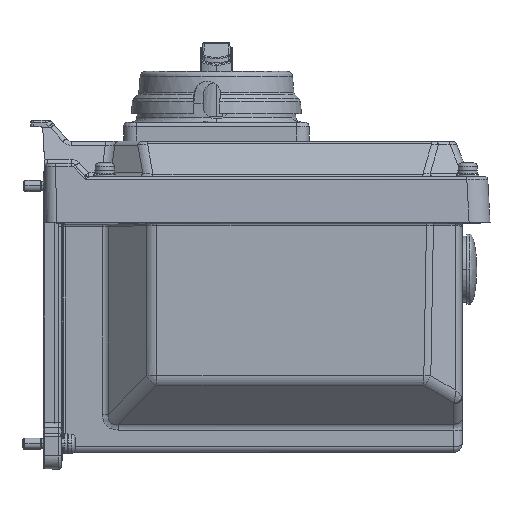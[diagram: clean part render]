
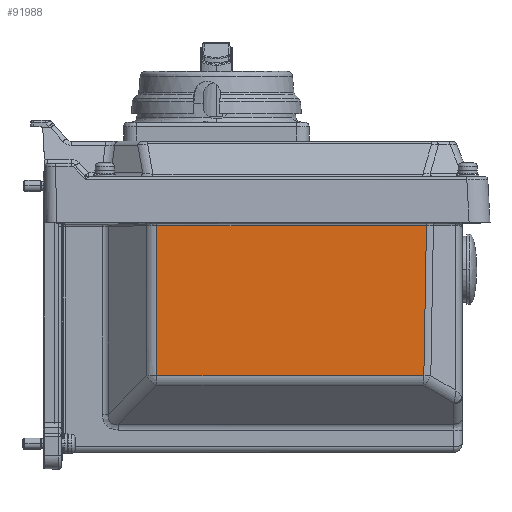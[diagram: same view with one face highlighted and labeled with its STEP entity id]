
A CAD part, left-side view. The second image highlights one B-rep face of the part: STEP entity #91988.
In plain terms, the highlighted planar face has unit normal (-1, 0, 0).
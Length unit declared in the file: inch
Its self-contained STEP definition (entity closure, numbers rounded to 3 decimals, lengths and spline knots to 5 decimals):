
#3624 = DIRECTION ( 'NONE',  ( -1., 0., 0. ) ) ;
#6837 = DIRECTION ( 'NONE',  ( 0., 0.017, -1. ) ) ;
#8314 = EDGE_CURVE ( 'NONE', #88021, #8987, #57756, .T. ) ;
#8987 = VERTEX_POINT ( 'NONE', #61749 ) ;
#12368 = CARTESIAN_POINT ( 'NONE',  ( -2.88263, 1.54725, 5.01962 ) ) ;
#15832 = EDGE_CURVE ( 'NONE', #76394, #88021, #24996, .T. ) ;
#18650 = ORIENTED_EDGE ( 'NONE', *, *, #8314, .F. ) ;
#20063 = CARTESIAN_POINT ( 'NONE',  ( -2.88262, -2.25418, -1.1873 ) ) ;
#20693 = VECTOR ( 'NONE', #6837, 39.37008 ) ;
#24996 = LINE ( 'NONE', #88714, #88375 ) ;
#29002 = LINE ( 'NONE', #52568, #20693 ) ;
#30573 = DIRECTION ( 'NONE',  ( 0., 1., 0. ) ) ;
#39132 = EDGE_CURVE ( 'NONE', #93110, #8987, #72940, .T. ) ;
#41785 = PLANE ( 'NONE',  #83604 ) ;
#42730 = ORIENTED_EDGE ( 'NONE', *, *, #39132, .T. ) ;
#42901 = DIRECTION ( 'NONE',  ( 0., 1., 0. ) ) ;
#43772 = ORIENTED_EDGE ( 'NONE', *, *, #44467, .F. ) ;
#44124 = FACE_OUTER_BOUND ( 'NONE', #64210, .T. ) ;
#44467 = EDGE_CURVE ( 'NONE', #93110, #76394, #29002, .T. ) ;
#46544 = CARTESIAN_POINT ( 'NONE',  ( -2.88263, -2.21723, -3.30429 ) ) ;
#49458 = VECTOR ( 'NONE', #89611, 39.37008 ) ;
#52568 = CARTESIAN_POINT ( 'NONE',  ( -2.88263, -2.09898, -10.07944 ) ) ;
#57068 = DIRECTION ( 'NONE',  ( 0., -1., 0. ) ) ;
#57756 = LINE ( 'NONE', #12368, #49458 ) ;
#61749 = CARTESIAN_POINT ( 'NONE',  ( -2.88263, 1.54725, -1.1873 ) ) ;
#63499 = CARTESIAN_POINT ( 'NONE',  ( -2.88263, 2.69628, -0.82677 ) ) ;
#64210 = EDGE_LOOP ( 'NONE', ( #43772, #42730, #18650, #85237 ) ) ;
#69962 = CARTESIAN_POINT ( 'NONE',  ( -2.88263, -2.27738, -1.1873 ) ) ;
#70567 = VECTOR ( 'NONE', #30573, 39.37008 ) ;
#72940 = LINE ( 'NONE', #69962, #70567 ) ;
#76394 = VERTEX_POINT ( 'NONE', #46544 ) ;
#81151 = CARTESIAN_POINT ( 'NONE',  ( -2.88263, 1.54725, -3.30429 ) ) ;
#83604 = AXIS2_PLACEMENT_3D ( 'NONE', #63499, #3624, #57068 ) ;
#85237 = ORIENTED_EDGE ( 'NONE', *, *, #15832, .F. ) ;
#88021 = VERTEX_POINT ( 'NONE', #81151 ) ;
#88375 = VECTOR ( 'NONE', #42901, 39.37008 ) ;
#88714 = CARTESIAN_POINT ( 'NONE',  ( -2.88263, 11.27928, -3.30429 ) ) ;
#89611 = DIRECTION ( 'NONE',  ( 0., 0., 1. ) ) ;
#91988 = ADVANCED_FACE ( 'NONE', ( #44124 ), #41785, .T. ) ;
#93110 = VERTEX_POINT ( 'NONE', #20063 ) ;
